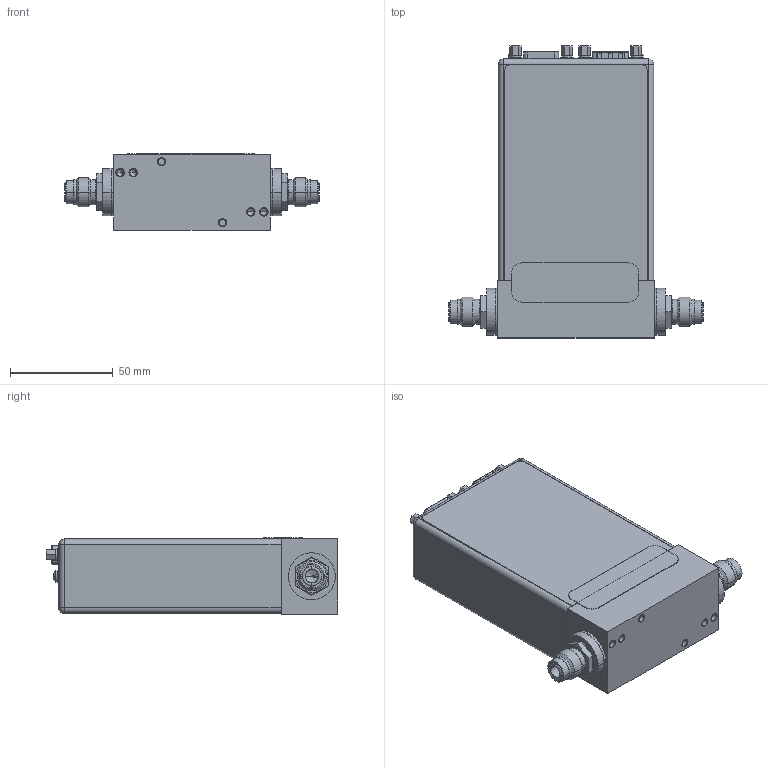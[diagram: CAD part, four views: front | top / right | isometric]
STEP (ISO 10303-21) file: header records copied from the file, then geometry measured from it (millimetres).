
FILE_DESCRIPTION((''),'2;1');
FILE_NAME('1054200_PROFIBUS_STP_MODEL_ASM','2016-08-26T',('cockrofm'),(''),'PRO/ENGINEER BY PARAMETRIC TECHNOLOGY CORPORATION, 2016100','PRO/ENGINEER BY PARAMETRIC TECHNOLOGY CORPORATION, 2016100','');
FILE_SCHEMA(('CONFIG_CONTROL_DESIGN'));
Length unit declared in the file: inch
Products named in the file (24): 1052409_FLOWBODY; 1058534_BRACKET; 160-3779; 185-7810_LCKWSHR; 1011702-002_4-40_PAN-HD-SEMS; 122676; 1046426_PWB_BOARD; SQT-PIN; SQT-PIN_AF0; SQT-CASE_AF4; SQT-PIN_AF1; SQT-125-01-X-S-RA_ANY_ASM_AF0_ASM; SQT-110-01-RA_ASM; 1032580_CONN-DSUB-9POS-FEM; 171-009-113; 1046427_CCA_ASSY_ASM; 1046371-002; 185-3740; 1016309-003; 1042639-001_FRT; 1042639-002_REAR; 1068461_LABEL_TOP_DUAL_CONN; 1052683_FITTING-4VCR; 1054200_PROFIBUS_STP_MODEL_ASM
Assembly tree (40 placements, depth 5):
  1054200_PROFIBUS_STP_MODEL_ASM
    1052409_FLOWBODY
    1058534_BRACKET
    160-3779
    185-7810_LCKWSHR
    1011702-002_4-40_PAN-HD-SEMS  x2
    122676
    1046427_CCA_ASSY_ASM
      1046426_PWB_BOARD
      SQT-110-01-RA_ASM
        SQT-125-01-X-S-RA_ANY_ASM_AF0_ASM
          SQT-PIN  x10
          SQT-PIN_AF0
          SQT-CASE_AF4
          SQT-PIN_AF1
      1032580_CONN-DSUB-9POS-FEM
      171-009-113
    1046371-002
    185-3740  x4
    1016309-003  x4
    1042639-001_FRT
    1042639-002_REAR
    1068461_LABEL_TOP_DUAL_CONN
    1052683_FITTING-4VCR  x2
Bounding box: 123.95 x 141.96 x 37.08 mm (x, y, z)
Volume: 106596.1 mm3; surface area: 120332.7 mm2
Topology: 35 solids, 52 shells, 2220 faces, 5646 edges, 3625 vertices
Faces by surface type: plane 1282, cylinder 656, cone 92, torus 72, bspline 56, extrusion 48, sphere 14
Entity records: 50669 total; most frequent: CARTESIAN_POINT 11281, DIRECTION 8142, ORIENTED_EDGE 7894, EDGE_CURVE 3975, VECTOR 2732, AXIS2_PLACEMENT_3D 2705, LINE 2684, VERTEX_POINT 2564
